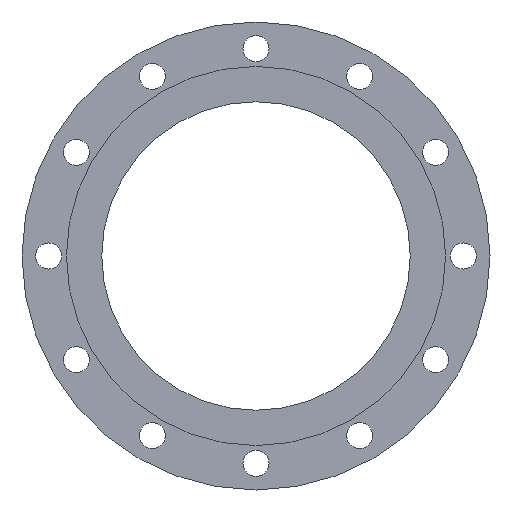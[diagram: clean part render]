
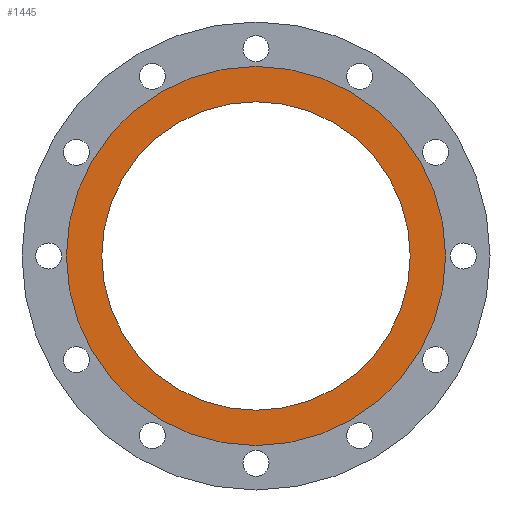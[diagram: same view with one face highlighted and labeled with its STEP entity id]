
A CAD part, front view. The second image highlights one B-rep face of the part: STEP entity #1445.
In plain terms, the highlighted planar face has unit normal (0, -1, 0).
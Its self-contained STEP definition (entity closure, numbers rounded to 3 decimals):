
#16 = CIRCLE ( 'NONE', #198, 160. ) ;
#33 = CARTESIAN_POINT ( 'NONE',  ( 0., 0., 0. ) ) ;
#143 = DIRECTION ( 'NONE',  ( 0., 0., 1. ) ) ;
#156 = CIRCLE ( 'NONE', #710, 130.2 ) ;
#198 = AXIS2_PLACEMENT_3D ( 'NONE', #219, #1230, #1245 ) ;
#219 = CARTESIAN_POINT ( 'NONE',  ( 0., 0., 0. ) ) ;
#232 = EDGE_LOOP ( 'NONE', ( #306, #1376 ) ) ;
#255 = DIRECTION ( 'NONE',  ( 0., 0., 1. ) ) ;
#288 = CARTESIAN_POINT ( 'NONE',  ( 0., 0., 130.2 ) ) ;
#292 = DIRECTION ( 'NONE',  ( 0., 0., 1. ) ) ;
#294 = CIRCLE ( 'NONE', #1115, 160. ) ;
#306 = ORIENTED_EDGE ( 'NONE', *, *, #322, .T. ) ;
#322 = EDGE_CURVE ( 'NONE', #1418, #1096, #156, .T. ) ;
#416 = ORIENTED_EDGE ( 'NONE', *, *, #700, .F. ) ;
#458 = AXIS2_PLACEMENT_3D ( 'NONE', #33, #1384, #255 ) ;
#538 = VERTEX_POINT ( 'NONE', #545 ) ;
#545 = CARTESIAN_POINT ( 'NONE',  ( 0., 0., -160. ) ) ;
#605 = EDGE_CURVE ( 'NONE', #1096, #1418, #907, .T. ) ;
#607 = CARTESIAN_POINT ( 'NONE',  ( 0., 0., 130.2 ) ) ;
#700 = EDGE_CURVE ( 'NONE', #538, #1438, #294, .T. ) ;
#710 = AXIS2_PLACEMENT_3D ( 'NONE', #1076, #727, #292 ) ;
#727 = DIRECTION ( 'NONE',  ( 0., 1., 0. ) ) ;
#731 = DIRECTION ( 'NONE',  ( 0., -1., 0. ) ) ;
#740 = FACE_BOUND ( 'NONE', #232, .T. ) ;
#831 = CARTESIAN_POINT ( 'NONE',  ( 0., 0., 160. ) ) ;
#899 = AXIS2_PLACEMENT_3D ( 'NONE', #288, #731, #1286 ) ;
#907 = CIRCLE ( 'NONE', #458, 130.2 ) ;
#954 = PLANE ( 'NONE',  #899 ) ;
#970 = EDGE_CURVE ( 'NONE', #1438, #538, #16, .T. ) ;
#1076 = CARTESIAN_POINT ( 'NONE',  ( 0., 0., 0. ) ) ;
#1096 = VERTEX_POINT ( 'NONE', #1204 ) ;
#1115 = AXIS2_PLACEMENT_3D ( 'NONE', #1271, #1149, #143 ) ;
#1149 = DIRECTION ( 'NONE',  ( 0., 1., 0. ) ) ;
#1199 = ORIENTED_EDGE ( 'NONE', *, *, #970, .F. ) ;
#1204 = CARTESIAN_POINT ( 'NONE',  ( 0., 0., -130.2 ) ) ;
#1230 = DIRECTION ( 'NONE',  ( 0., 1., 0. ) ) ;
#1245 = DIRECTION ( 'NONE',  ( 0., 0., 1. ) ) ;
#1271 = CARTESIAN_POINT ( 'NONE',  ( 0., 0., 0. ) ) ;
#1286 = DIRECTION ( 'NONE',  ( 0., 0., -1. ) ) ;
#1376 = ORIENTED_EDGE ( 'NONE', *, *, #605, .T. ) ;
#1384 = DIRECTION ( 'NONE',  ( 0., 1., 0. ) ) ;
#1403 = FACE_OUTER_BOUND ( 'NONE', #1409, .T. ) ;
#1409 = EDGE_LOOP ( 'NONE', ( #1199, #416 ) ) ;
#1418 = VERTEX_POINT ( 'NONE', #607 ) ;
#1438 = VERTEX_POINT ( 'NONE', #831 ) ;
#1445 = ADVANCED_FACE ( 'NONE', ( #740, #1403 ), #954, .T. ) ;
